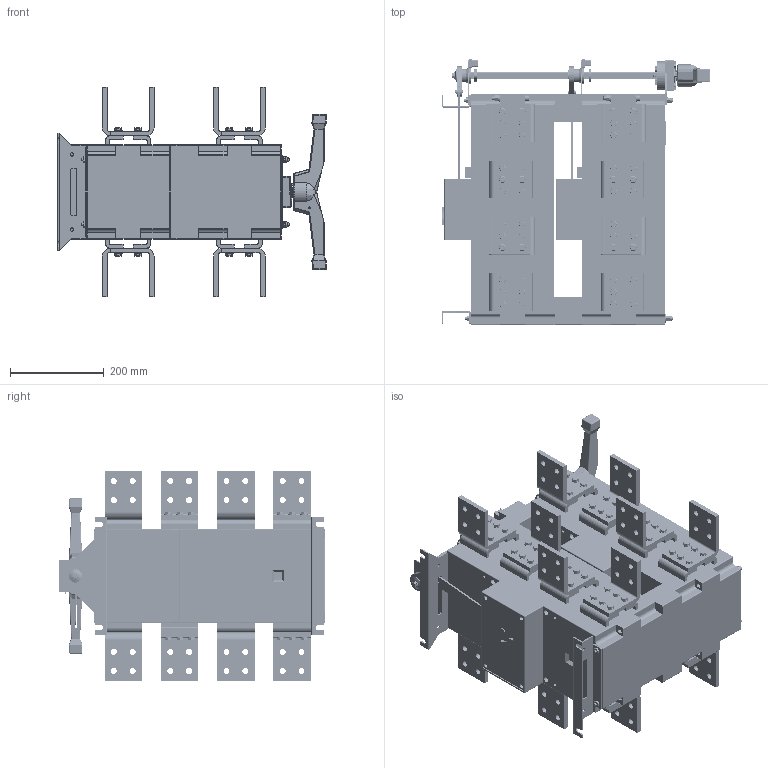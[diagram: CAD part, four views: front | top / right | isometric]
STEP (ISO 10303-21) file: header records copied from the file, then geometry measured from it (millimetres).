
FILE_DESCRIPTION (( 'STEP AP203' ), '1' );
FILE_NAME ('pscs-2500-4.ÃÌ Ðóáèëüíèê-ïåðåêëþ÷àòåëü 2500A 4P äëÿ ïðÿì. óñò. PowerSwitch.STEP', '2025-04-07T08:48:54', ( '' ), ( '' ), 'SwSTEP 2.0', 'SolidWorks 2021', '' );
FILE_SCHEMA (( 'CONFIG_CONTROL_DESIGN' ));
Products named in the file (1): pscs-2500-4.ÃÌ Ðóáèëüíèê-ïåðåêëþ÷àòåëü 2500A 4P äëÿ ïðÿì. óñò. PowerSwitch
Bounding box: 571.4 x 566 x 445.2 mm (x, y, z)
Volume: 42345733.3 mm3; surface area: 2738060.5 mm2
Topology: 102 solids, 102 shells, 6385 faces, 15763 edges, 10050 vertices
Faces by surface type: plane 3631, cylinder 1769, bspline 795, sphere 126, cone 42, torus 22
Entity records: 206417 total; most frequent: CARTESIAN_POINT 57799, ORIENTED_EDGE 31280, DIRECTION 28822, EDGE_CURVE 15640, VECTOR 10340, LINE 10340, VERTEX_POINT 10042, AXIS2_PLACEMENT_3D 9241
